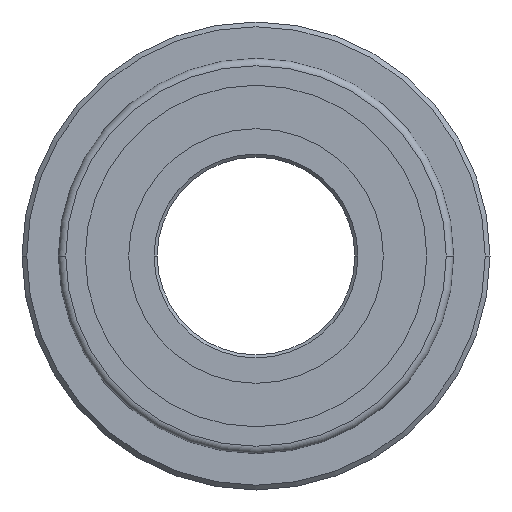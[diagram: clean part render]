
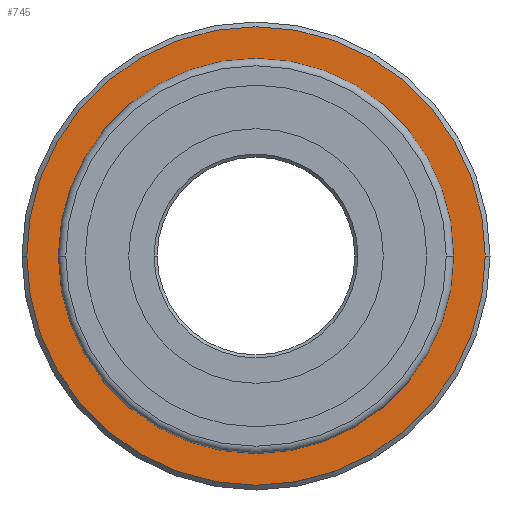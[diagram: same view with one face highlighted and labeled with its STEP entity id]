
A CAD part, left-side view. The second image highlights one B-rep face of the part: STEP entity #745.
In plain terms, the highlighted planar face has unit normal (-1, 0, 0).
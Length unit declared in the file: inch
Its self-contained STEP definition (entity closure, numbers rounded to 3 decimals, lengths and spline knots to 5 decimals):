
#276=CARTESIAN_POINT('',(0.02385,0.,0.));
#277=DIRECTION('',(-1.,0.,0.));
#278=DIRECTION('',(0.,1.,0.));
#279=AXIS2_PLACEMENT_3D('',#276,#277,#278);
#281=CARTESIAN_POINT('',(0.02385,0.,0.));
#282=DIRECTION('',(1.,0.,0.));
#283=DIRECTION('',(0.,1.,0.));
#284=AXIS2_PLACEMENT_3D('',#281,#282,#283);
#286=CARTESIAN_POINT('',(0.02385,0.,0.));
#287=DIRECTION('',(1.,0.,0.));
#288=DIRECTION('',(0.,1.,0.));
#289=AXIS2_PLACEMENT_3D('',#286,#287,#288);
#299=CARTESIAN_POINT('',(0.02385,0.,0.));
#300=DIRECTION('',(-1.,0.,0.));
#301=DIRECTION('',(0.,1.,0.));
#302=AXIS2_PLACEMENT_3D('',#299,#300,#301);
#424=CARTESIAN_POINT('',(0.02385,0.125,0.));
#426=VERTEX_POINT('',#424);
#452=CARTESIAN_POINT('',(0.02385,-0.125,0.));
#454=VERTEX_POINT('',#452);
#468=CARTESIAN_POINT('',(0.02385,0.145,0.));
#469=VERTEX_POINT('',#468);
#476=CARTESIAN_POINT('',(0.02385,-0.145,0.));
#477=VERTEX_POINT('',#476);
#730=CARTESIAN_POINT('',(0.02385,0.,0.));
#731=DIRECTION('',(1.,0.,0.));
#732=DIRECTION('',(0.,-1.,0.));
#733=AXIS2_PLACEMENT_3D('',#730,#731,#732);
#734=PLANE('',#733);
#735=ORIENTED_EDGE('',*,*,#723,.F.);
#736=ORIENTED_EDGE('',*,*,#712,.T.);
#737=EDGE_LOOP('',(#735,#736));
#738=FACE_OUTER_BOUND('',#737,.F.);
#740=ORIENTED_EDGE('',*,*,#739,.F.);
#742=ORIENTED_EDGE('',*,*,#741,.T.);
#743=EDGE_LOOP('',(#740,#742));
#744=FACE_BOUND('',#743,.F.);
#280=CIRCLE('',#279,0.145);
#285=CIRCLE('',#284,0.145);
#290=CIRCLE('',#289,0.125);
#303=CIRCLE('',#302,0.125);
#712=EDGE_CURVE('',#469,#477,#285,.T.);
#723=EDGE_CURVE('',#469,#477,#280,.T.);
#739=EDGE_CURVE('',#426,#454,#290,.T.);
#741=EDGE_CURVE('',#426,#454,#303,.T.);
#745=ADVANCED_FACE('',(#738,#744),#734,.F.);
